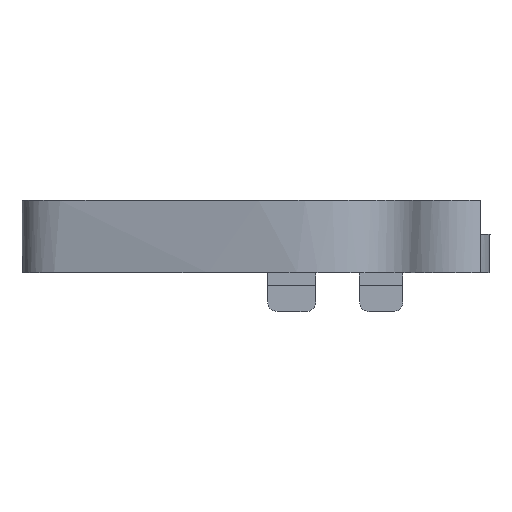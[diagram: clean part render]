
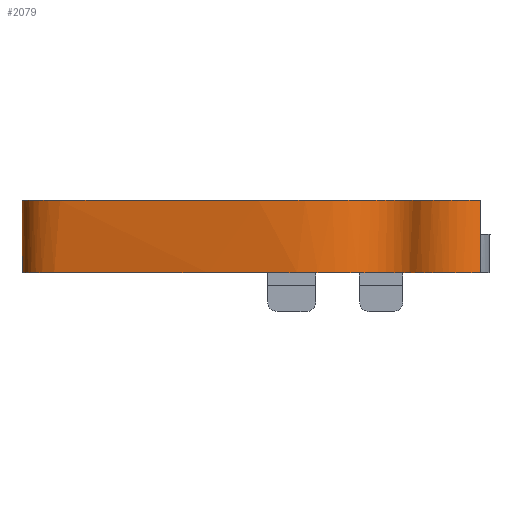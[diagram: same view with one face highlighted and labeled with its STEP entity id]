
A CAD part, left-side view. The second image highlights one B-rep face of the part: STEP entity #2079.
In plain terms, the highlighted free-form (B-spline) face has degree [5, 1] with [25, 2] control points.
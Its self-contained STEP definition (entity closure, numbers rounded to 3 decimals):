
#25=(
BOUNDED_SURFACE()
B_SPLINE_SURFACE(5,1,((#3675,#3676),(#3677,#3678),(#3679,#3680),(#3681,
#3682),(#3683,#3684),(#3685,#3686),(#3687,#3688),(#3689,#3690),(#3691,#3692),
(#3693,#3694),(#3695,#3696),(#3697,#3698),(#3699,#3700),(#3701,#3702),(#3703,
#3704),(#3705,#3706),(#3707,#3708),(#3709,#3710),(#3711,#3712),(#3713,#3714),
(#3715,#3716),(#3717,#3718),(#3719,#3720),(#3721,#3722),(#3723,#3724)),
 .UNSPECIFIED.,.F.,.F.,.F.)
B_SPLINE_SURFACE_WITH_KNOTS((6,1,1,1,1,1,1,1,1,1,1,1,1,1,1,1,1,1,1,1,6),
(2,2),(-1.,-0.95,-0.9,-0.85,-0.8,-0.75,-0.7,-0.65,-0.6,-0.55,-0.5,-0.45,
-0.4,-0.35,-0.3,-0.25,-0.2,-0.15,-0.1,-0.05,0.),(0.,0.75),.UNSPECIFIED.)
GEOMETRIC_REPRESENTATION_ITEM()
RATIONAL_B_SPLINE_SURFACE(((1.,1.),(1.,1.),(1.,1.),(1.,1.),(1.,1.),(1.,
1.),(1.,1.),(1.,1.),(1.,1.),(1.,1.),(1.,1.),(1.,1.),(1.,1.),(1.,1.),(1.,
1.),(1.,1.),(1.,1.),(1.,1.),(1.,1.),(1.,1.),(1.,1.),(1.,1.),(1.,1.),(1.,
1.),(1.,1.)))
REPRESENTATION_ITEM('')
SURFACE()
);
#34=(
BOUNDED_CURVE()
B_SPLINE_CURVE(5,(#3410,#3411,#3412,#3413,#3414,#3415,#3416,#3417,#3418,
#3419,#3420,#3421,#3422,#3423,#3424,#3425,#3426,#3427,#3428,#3429,#3430,
#3431,#3432,#3433,#3434),.UNSPECIFIED.,.F.,.F.)
B_SPLINE_CURVE_WITH_KNOTS((6,1,1,1,1,1,1,1,1,1,1,1,1,1,1,1,1,1,1,1,6),(0.,
0.05,0.1,0.15,0.2,0.25,0.3,0.35,0.4,0.45,0.5,0.55,0.6,0.65,0.7,0.75,0.8,
0.85,0.9,0.95,1.),.UNSPECIFIED.)
CURVE()
GEOMETRIC_REPRESENTATION_ITEM()
RATIONAL_B_SPLINE_CURVE((1.,1.,1.,1.,1.,1.,1.,1.,1.,1.,1.,1.,1.,1.,1.,1.,
1.,1.,1.,1.,1.,1.,1.,1.,1.))
REPRESENTATION_ITEM('')
);
#37=(
BOUNDED_CURVE()
B_SPLINE_CURVE(5,(#3566,#3567,#3568,#3569,#3570,#3571,#3572,#3573,#3574,
#3575,#3576,#3577,#3578,#3579,#3580,#3581,#3582,#3583,#3584,#3585,#3586,
#3587,#3588,#3589,#3590),.UNSPECIFIED.,.F.,.F.)
B_SPLINE_CURVE_WITH_KNOTS((6,1,1,1,1,1,1,1,1,1,1,1,1,1,1,1,1,1,1,1,6),(-1.,
-0.95,-0.9,-0.85,-0.8,-0.75,-0.7,-0.65,-0.6,-0.55,-0.5,-0.45,-0.4,-0.35,
-0.3,-0.25,-0.2,-0.15,-0.1,-0.05,0.),.UNSPECIFIED.)
CURVE()
GEOMETRIC_REPRESENTATION_ITEM()
RATIONAL_B_SPLINE_CURVE((1.,1.,1.,1.,1.,1.,1.,1.,1.,1.,1.,1.,1.,1.,1.,1.,
1.,1.,1.,1.,1.,1.,1.,1.,1.))
REPRESENTATION_ITEM('')
);
#260=FACE_OUTER_BOUND('',#383,.T.);
#383=EDGE_LOOP('',(#1950,#1951,#1952,#1953));
#622=LINE('',#3674,#861);
#623=LINE('',#3725,#862);
#861=VECTOR('',#2787,10.);
#862=VECTOR('',#2788,10.);
#1072=VERTEX_POINT('',#3407);
#1073=VERTEX_POINT('',#3409);
#1085=VERTEX_POINT('',#3544);
#1086=VERTEX_POINT('',#3565);
#1325=EDGE_CURVE('',#1072,#1073,#34,.T.);
#1353=EDGE_CURVE('',#1085,#1086,#37,.T.);
#1380=EDGE_CURVE('',#1072,#1086,#622,.T.);
#1381=EDGE_CURVE('',#1073,#1085,#623,.T.);
#1950=ORIENTED_EDGE('',*,*,#1325,.F.);
#1951=ORIENTED_EDGE('',*,*,#1380,.T.);
#1952=ORIENTED_EDGE('',*,*,#1353,.F.);
#1953=ORIENTED_EDGE('',*,*,#1381,.F.);
#2079=ADVANCED_FACE('',(#260),#25,.T.);
#2787=DIRECTION('',(0.,0.,1.));
#2788=DIRECTION('',(0.,0.,1.));
#3407=CARTESIAN_POINT('',(-79.307,-14.075,3.5));
#3409=CARTESIAN_POINT('',(-86.,23.,3.5));
#3410=CARTESIAN_POINT('Ctrl Pts',(-79.307,-14.075,3.5));
#3411=CARTESIAN_POINT('Ctrl Pts',(-79.54,-13.495,3.5));
#3412=CARTESIAN_POINT('Ctrl Pts',(-80.145,-12.399,3.5));
#3413=CARTESIAN_POINT('Ctrl Pts',(-81.466,-10.941,3.5));
#3414=CARTESIAN_POINT('Ctrl Pts',(-84.056,-9.369,3.5));
#3415=CARTESIAN_POINT('Ctrl Pts',(-88.673,-8.038,3.5));
#3416=CARTESIAN_POINT('Ctrl Pts',(-94.575,-7.313,3.5));
#3417=CARTESIAN_POINT('Ctrl Pts',(-101.634,-7.222,3.5));
#3418=CARTESIAN_POINT('Ctrl Pts',(-109.184,-7.364,3.5));
#3419=CARTESIAN_POINT('Ctrl Pts',(-116.281,-7.085,3.5));
#3420=CARTESIAN_POINT('Ctrl Pts',(-121.961,-5.692,3.5));
#3421=CARTESIAN_POINT('Ctrl Pts',(-125.494,-2.633,3.5));
#3422=CARTESIAN_POINT('Ctrl Pts',(-126.641,2.303,3.5));
#3423=CARTESIAN_POINT('Ctrl Pts',(-125.937,8.774,3.5));
#3424=CARTESIAN_POINT('Ctrl Pts',(-124.295,16.05,3.5));
#3425=CARTESIAN_POINT('Ctrl Pts',(-122.585,23.173,3.5));
#3426=CARTESIAN_POINT('Ctrl Pts',(-121.223,29.124,3.5));
#3427=CARTESIAN_POINT('Ctrl Pts',(-119.763,32.961,3.5));
#3428=CARTESIAN_POINT('Ctrl Pts',(-116.378,34.026,3.5));
#3429=CARTESIAN_POINT('Ctrl Pts',(-110.798,32.663,3.5));
#3430=CARTESIAN_POINT('Ctrl Pts',(-103.361,29.687,3.5));
#3431=CARTESIAN_POINT('Ctrl Pts',(-96.547,26.834,3.5));
#3432=CARTESIAN_POINT('Ctrl Pts',(-91.287,24.82,3.5));
#3433=CARTESIAN_POINT('Ctrl Pts',(-87.765,23.588,3.5));
#3434=CARTESIAN_POINT('Ctrl Pts',(-86.,23.,3.5));
#3544=CARTESIAN_POINT('',(-86.,23.,11.));
#3565=CARTESIAN_POINT('',(-79.307,-14.075,11.));
#3566=CARTESIAN_POINT('Ctrl Pts',(-86.,23.,11.));
#3567=CARTESIAN_POINT('Ctrl Pts',(-87.765,23.588,11.));
#3568=CARTESIAN_POINT('Ctrl Pts',(-91.287,24.82,11.));
#3569=CARTESIAN_POINT('Ctrl Pts',(-96.547,26.834,11.));
#3570=CARTESIAN_POINT('Ctrl Pts',(-103.361,29.687,11.));
#3571=CARTESIAN_POINT('Ctrl Pts',(-110.798,32.663,11.));
#3572=CARTESIAN_POINT('Ctrl Pts',(-116.378,34.026,11.));
#3573=CARTESIAN_POINT('Ctrl Pts',(-119.763,32.961,11.));
#3574=CARTESIAN_POINT('Ctrl Pts',(-121.223,29.124,11.));
#3575=CARTESIAN_POINT('Ctrl Pts',(-122.585,23.173,11.));
#3576=CARTESIAN_POINT('Ctrl Pts',(-124.295,16.05,11.));
#3577=CARTESIAN_POINT('Ctrl Pts',(-125.937,8.774,11.));
#3578=CARTESIAN_POINT('Ctrl Pts',(-126.641,2.303,11.));
#3579=CARTESIAN_POINT('Ctrl Pts',(-125.494,-2.633,11.));
#3580=CARTESIAN_POINT('Ctrl Pts',(-121.961,-5.692,11.));
#3581=CARTESIAN_POINT('Ctrl Pts',(-116.281,-7.085,11.));
#3582=CARTESIAN_POINT('Ctrl Pts',(-109.184,-7.364,11.));
#3583=CARTESIAN_POINT('Ctrl Pts',(-101.634,-7.222,11.));
#3584=CARTESIAN_POINT('Ctrl Pts',(-94.575,-7.313,11.));
#3585=CARTESIAN_POINT('Ctrl Pts',(-88.673,-8.038,11.));
#3586=CARTESIAN_POINT('Ctrl Pts',(-84.056,-9.369,11.));
#3587=CARTESIAN_POINT('Ctrl Pts',(-81.466,-10.941,11.));
#3588=CARTESIAN_POINT('Ctrl Pts',(-80.145,-12.399,11.));
#3589=CARTESIAN_POINT('Ctrl Pts',(-79.54,-13.495,11.));
#3590=CARTESIAN_POINT('Ctrl Pts',(-79.307,-14.075,11.));
#3674=CARTESIAN_POINT('',(-79.307,-14.075,3.5));
#3675=CARTESIAN_POINT('Ctrl Pts',(-86.,23.,3.5));
#3676=CARTESIAN_POINT('Ctrl Pts',(-86.,23.,11.));
#3677=CARTESIAN_POINT('Ctrl Pts',(-87.765,23.588,3.5));
#3678=CARTESIAN_POINT('Ctrl Pts',(-87.765,23.588,11.));
#3679=CARTESIAN_POINT('Ctrl Pts',(-91.287,24.82,3.5));
#3680=CARTESIAN_POINT('Ctrl Pts',(-91.287,24.82,11.));
#3681=CARTESIAN_POINT('Ctrl Pts',(-96.547,26.834,3.5));
#3682=CARTESIAN_POINT('Ctrl Pts',(-96.547,26.834,11.));
#3683=CARTESIAN_POINT('Ctrl Pts',(-103.361,29.687,3.5));
#3684=CARTESIAN_POINT('Ctrl Pts',(-103.361,29.687,11.));
#3685=CARTESIAN_POINT('Ctrl Pts',(-110.798,32.663,3.5));
#3686=CARTESIAN_POINT('Ctrl Pts',(-110.798,32.663,11.));
#3687=CARTESIAN_POINT('Ctrl Pts',(-116.378,34.026,3.5));
#3688=CARTESIAN_POINT('Ctrl Pts',(-116.378,34.026,11.));
#3689=CARTESIAN_POINT('Ctrl Pts',(-119.763,32.961,3.5));
#3690=CARTESIAN_POINT('Ctrl Pts',(-119.763,32.961,11.));
#3691=CARTESIAN_POINT('Ctrl Pts',(-121.223,29.124,3.5));
#3692=CARTESIAN_POINT('Ctrl Pts',(-121.223,29.124,11.));
#3693=CARTESIAN_POINT('Ctrl Pts',(-122.585,23.173,3.5));
#3694=CARTESIAN_POINT('Ctrl Pts',(-122.585,23.173,11.));
#3695=CARTESIAN_POINT('Ctrl Pts',(-124.295,16.05,3.5));
#3696=CARTESIAN_POINT('Ctrl Pts',(-124.295,16.05,11.));
#3697=CARTESIAN_POINT('Ctrl Pts',(-125.937,8.774,3.5));
#3698=CARTESIAN_POINT('Ctrl Pts',(-125.937,8.774,11.));
#3699=CARTESIAN_POINT('Ctrl Pts',(-126.641,2.303,3.5));
#3700=CARTESIAN_POINT('Ctrl Pts',(-126.641,2.303,11.));
#3701=CARTESIAN_POINT('Ctrl Pts',(-125.494,-2.633,3.5));
#3702=CARTESIAN_POINT('Ctrl Pts',(-125.494,-2.633,11.));
#3703=CARTESIAN_POINT('Ctrl Pts',(-121.961,-5.692,3.5));
#3704=CARTESIAN_POINT('Ctrl Pts',(-121.961,-5.692,11.));
#3705=CARTESIAN_POINT('Ctrl Pts',(-116.281,-7.085,3.5));
#3706=CARTESIAN_POINT('Ctrl Pts',(-116.281,-7.085,11.));
#3707=CARTESIAN_POINT('Ctrl Pts',(-109.184,-7.364,3.5));
#3708=CARTESIAN_POINT('Ctrl Pts',(-109.184,-7.364,11.));
#3709=CARTESIAN_POINT('Ctrl Pts',(-101.634,-7.222,3.5));
#3710=CARTESIAN_POINT('Ctrl Pts',(-101.634,-7.222,11.));
#3711=CARTESIAN_POINT('Ctrl Pts',(-94.575,-7.313,3.5));
#3712=CARTESIAN_POINT('Ctrl Pts',(-94.575,-7.313,11.));
#3713=CARTESIAN_POINT('Ctrl Pts',(-88.673,-8.038,3.5));
#3714=CARTESIAN_POINT('Ctrl Pts',(-88.673,-8.038,11.));
#3715=CARTESIAN_POINT('Ctrl Pts',(-84.056,-9.369,3.5));
#3716=CARTESIAN_POINT('Ctrl Pts',(-84.056,-9.369,11.));
#3717=CARTESIAN_POINT('Ctrl Pts',(-81.466,-10.941,3.5));
#3718=CARTESIAN_POINT('Ctrl Pts',(-81.466,-10.941,11.));
#3719=CARTESIAN_POINT('Ctrl Pts',(-80.145,-12.399,3.5));
#3720=CARTESIAN_POINT('Ctrl Pts',(-80.145,-12.399,11.));
#3721=CARTESIAN_POINT('Ctrl Pts',(-79.54,-13.495,3.5));
#3722=CARTESIAN_POINT('Ctrl Pts',(-79.54,-13.495,11.));
#3723=CARTESIAN_POINT('Ctrl Pts',(-79.307,-14.075,3.5));
#3724=CARTESIAN_POINT('Ctrl Pts',(-79.307,-14.075,11.));
#3725=CARTESIAN_POINT('',(-86.,23.,3.5));
